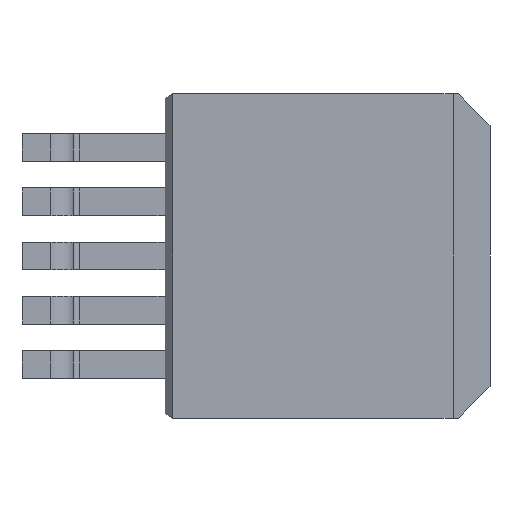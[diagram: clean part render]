
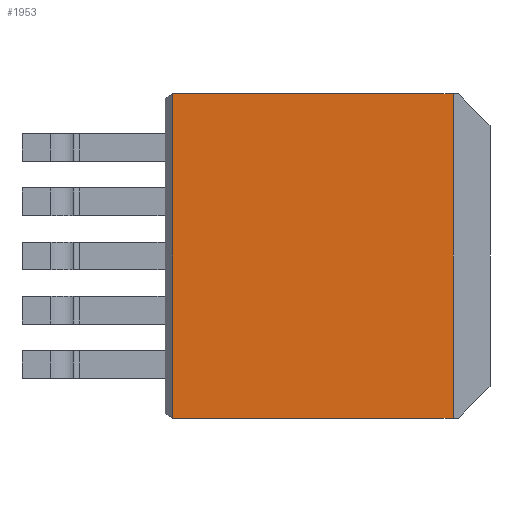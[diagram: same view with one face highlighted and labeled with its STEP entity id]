
A CAD part, front view. The second image highlights one B-rep face of the part: STEP entity #1953.
In plain terms, the highlighted planar face has unit normal (0, -1, 0).
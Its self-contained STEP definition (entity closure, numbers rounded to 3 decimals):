
#2 = ORIENTED_EDGE ( 'NONE', *, *, #731, .F. ) ;
#30 = ORIENTED_EDGE ( 'NONE', *, *, #350, .T. ) ;
#43 = DIRECTION ( 'NONE',  ( 0., 0., -1. ) ) ;
#106 = DIRECTION ( 'NONE',  ( -1., 0., 0. ) ) ;
#227 = CARTESIAN_POINT ( 'NONE',  ( 5.08, 0., -6.171 ) ) ;
#304 = VERTEX_POINT ( 'NONE', #1956 ) ;
#310 = AXIS2_PLACEMENT_3D ( 'NONE', #227, #1545, #1063 ) ;
#350 = EDGE_CURVE ( 'NONE', #782, #712, #1975, .T. ) ;
#519 = LINE ( 'NONE', #758, #1233 ) ;
#623 = EDGE_CURVE ( 'NONE', #782, #304, #519, .T. ) ;
#630 = LINE ( 'NONE', #1474, #1354 ) ;
#681 = ORIENTED_EDGE ( 'NONE', *, *, #623, .F. ) ;
#700 = PLANE ( 'NONE',  #310 ) ;
#712 = VERTEX_POINT ( 'NONE', #1012 ) ;
#731 = EDGE_CURVE ( 'NONE', #304, #2626, #769, .T. ) ;
#758 = CARTESIAN_POINT ( 'NONE',  ( 5.08, 0., -6.171 ) ) ;
#769 = LINE ( 'NONE', #1991, #1057 ) ;
#782 = VERTEX_POINT ( 'NONE', #1929 ) ;
#997 = EDGE_CURVE ( 'NONE', #712, #2626, #630, .T. ) ;
#1012 = CARTESIAN_POINT ( 'NONE',  ( -5.08, 0., 2.604 ) ) ;
#1033 = EDGE_LOOP ( 'NONE', ( #2253, #2, #681, #30 ) ) ;
#1057 = VECTOR ( 'NONE', #1803, 1000. ) ;
#1063 = DIRECTION ( 'NONE',  ( 0., 0., 1. ) ) ;
#1137 = DIRECTION ( 'NONE',  ( 0., 0., -1. ) ) ;
#1233 = VECTOR ( 'NONE', #1137, 1000. ) ;
#1354 = VECTOR ( 'NONE', #43, 1000. ) ;
#1474 = CARTESIAN_POINT ( 'NONE',  ( -5.08, 0., -6.171 ) ) ;
#1545 = DIRECTION ( 'NONE',  ( 0., 1., 0. ) ) ;
#1803 = DIRECTION ( 'NONE',  ( -1., 0., 0. ) ) ;
#1929 = CARTESIAN_POINT ( 'NONE',  ( 5.08, 0., 2.604 ) ) ;
#1953 = ADVANCED_FACE ( 'NONE', ( #2559 ), #700, .F. ) ;
#1956 = CARTESIAN_POINT ( 'NONE',  ( 5.08, 0., -6.171 ) ) ;
#1972 = CARTESIAN_POINT ( 'NONE',  ( -5.08, 0., -6.171 ) ) ;
#1975 = LINE ( 'NONE', #2360, #2365 ) ;
#1991 = CARTESIAN_POINT ( 'NONE',  ( 5.08, 0., -6.171 ) ) ;
#2253 = ORIENTED_EDGE ( 'NONE', *, *, #997, .T. ) ;
#2360 = CARTESIAN_POINT ( 'NONE',  ( 5.08, 0., 2.604 ) ) ;
#2365 = VECTOR ( 'NONE', #106, 1000. ) ;
#2559 = FACE_OUTER_BOUND ( 'NONE', #1033, .T. ) ;
#2626 = VERTEX_POINT ( 'NONE', #1972 ) ;
